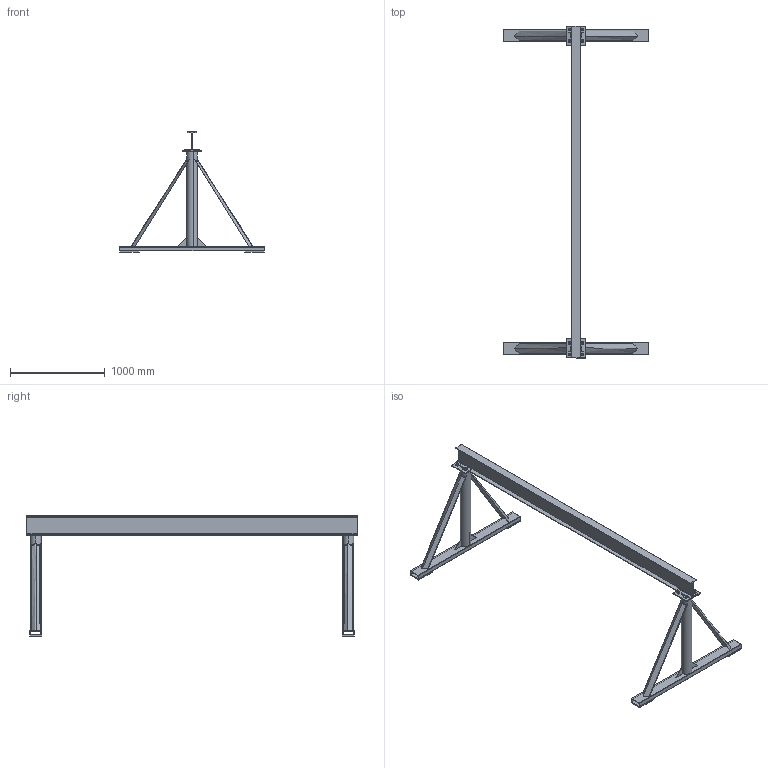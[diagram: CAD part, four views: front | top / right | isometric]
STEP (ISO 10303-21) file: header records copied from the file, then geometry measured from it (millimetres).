
FILE_DESCRIPTION (( 'STEP AP203' ), '1' );
FILE_NAME ('GantryAssembly.STEP', '2023-06-16T17:31:50', ( '' ), ( '' ), 'SwSTEP 2.0', 'SolidWorks 2023', '' );
FILE_SCHEMA (( 'CONFIG_CONTROL_DESIGN' ));
Length unit declared in the file: inch
Products named in the file (2): GantryAssembly
Assembly tree (1 placements, depth 2):
  GantryAssembly
    GantryAssembly
Bounding box: 1524 x 3505.2 x 1270 mm (x, y, z)
Volume: 28422795.4 mm3; surface area: 8053091.4 mm2
Topology: 27 solids, 27 shells, 262 faces, 636 edges, 428 vertices
Faces by surface type: plane 178, cylinder 72, bspline 12
Entity records: 8792 total; most frequent: CARTESIAN_POINT 2462, ORIENTED_EDGE 1272, DIRECTION 1176, EDGE_CURVE 636, LINE 444, VECTOR 444, VERTEX_POINT 428, AXIS2_PLACEMENT_3D 366
